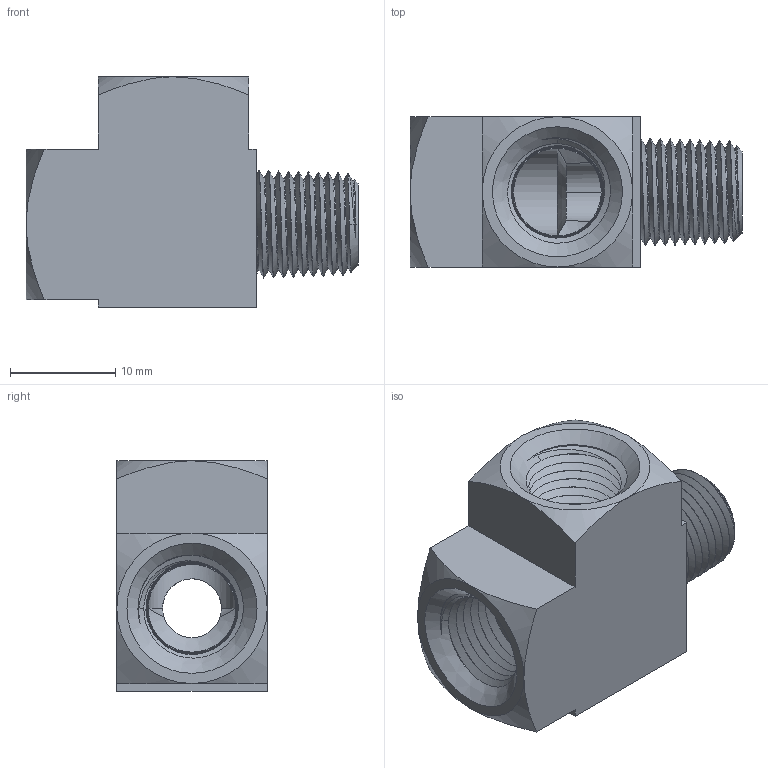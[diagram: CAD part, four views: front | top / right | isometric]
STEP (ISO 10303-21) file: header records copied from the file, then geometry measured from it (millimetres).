
FILE_DESCRIPTION(/* description */ (''),/* implementation_level */ '2;1');
FILE_NAME(/* name */ '127-N1.stp',/* time_stamp */ '2024-01-23T10:18:28-05:00',/* author */ ('esanner'),/* organization */ (''),/* preprocessor_version */ 'ST-DEVELOPER v19',/* originating_system */ 'AutoCAD Mechanical',/* authorisation */ '');
FILE_SCHEMA (('AUTOMOTIVE_DESIGN { 1 0 10303 214 3 1 1 }'));
Length unit declared in the file: millimetre
Products named in the file (2): Product; 127-N1
Assembly tree (1 placements, depth 2):
  Product
    127-N1
Bounding box: 31.53 x 14.29 x 21.88 mm (x, y, z)
Volume: 4495.6 mm3; surface area: 3638.6 mm2
Topology: 1 solids, 1 shells, 96 faces, 262 edges, 170 vertices
Faces by surface type: cone 68, plane 15, bspline 7, cylinder 6
Entity records: 15942 total; most frequent: CARTESIAN_POINT 13763, ORIENTED_EDGE 524, DIRECTION 334, EDGE_CURVE 262, VERTEX_POINT 170, B_SPLINE_CURVE_WITH_KNOTS 130, AXIS2_PLACEMENT_3D 126, EDGE_LOOP 102
